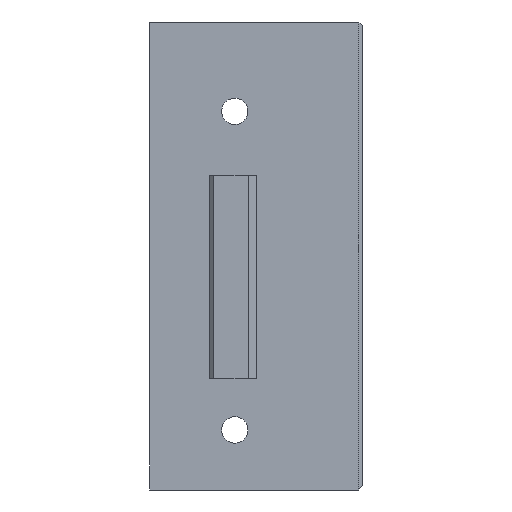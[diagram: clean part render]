
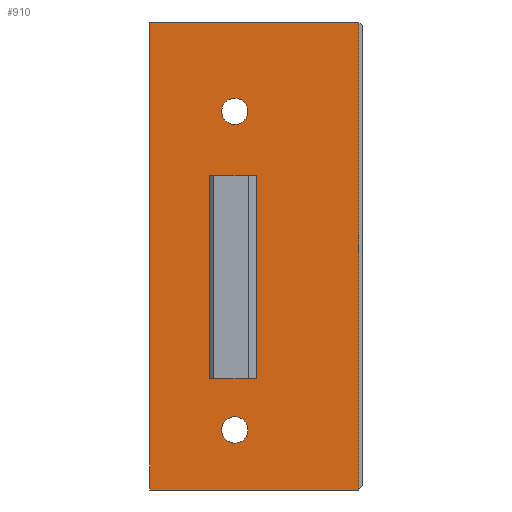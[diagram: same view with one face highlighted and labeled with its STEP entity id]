
A CAD part, front view. The second image highlights one B-rep face of the part: STEP entity #910.
In plain terms, the highlighted planar face has unit normal (0, -1, 0).
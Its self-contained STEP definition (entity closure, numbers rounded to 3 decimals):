
#29=FACE_BOUND('',#152,.T.);
#30=FACE_BOUND('',#153,.T.);
#31=FACE_BOUND('',#154,.T.);
#62=PLANE('',#984);
#99=FACE_OUTER_BOUND('',#151,.T.);
#151=EDGE_LOOP('',(#668,#669,#670,#671));
#152=EDGE_LOOP('',(#672,#673,#674,#675));
#153=EDGE_LOOP('',(#676));
#154=EDGE_LOOP('',(#677));
#221=LINE('',#1386,#310);
#223=LINE('',#1390,#312);
#224=LINE('',#1392,#313);
#225=LINE('',#1393,#314);
#226=LINE('',#1396,#315);
#227=LINE('',#1398,#316);
#228=LINE('',#1400,#317);
#229=LINE('',#1401,#318);
#310=VECTOR('',#1095,10.);
#312=VECTOR('',#1099,1000.);
#313=VECTOR('',#1100,10.);
#314=VECTOR('',#1101,10.);
#315=VECTOR('',#1102,1000.);
#316=VECTOR('',#1103,1000.);
#317=VECTOR('',#1104,1000.);
#318=VECTOR('',#1105,1000.);
#389=CIRCLE('',#985,1.55);
#390=CIRCLE('',#986,1.55);
#423=VERTEX_POINT('',#1370);
#427=VERTEX_POINT('',#1382);
#428=VERTEX_POINT('',#1389);
#429=VERTEX_POINT('',#1391);
#430=VERTEX_POINT('',#1394);
#431=VERTEX_POINT('',#1395);
#432=VERTEX_POINT('',#1397);
#433=VERTEX_POINT('',#1399);
#434=VERTEX_POINT('',#1402);
#435=VERTEX_POINT('',#1404);
#519=EDGE_CURVE('',#423,#427,#221,.T.);
#521=EDGE_CURVE('',#428,#423,#223,.T.);
#522=EDGE_CURVE('',#428,#429,#224,.T.);
#523=EDGE_CURVE('',#429,#427,#225,.T.);
#524=EDGE_CURVE('',#430,#431,#226,.T.);
#525=EDGE_CURVE('',#432,#431,#227,.T.);
#526=EDGE_CURVE('',#432,#433,#228,.T.);
#527=EDGE_CURVE('',#430,#433,#229,.T.);
#528=EDGE_CURVE('',#434,#434,#389,.T.);
#529=EDGE_CURVE('',#435,#435,#390,.T.);
#668=ORIENTED_EDGE('',*,*,#519,.F.);
#669=ORIENTED_EDGE('',*,*,#521,.F.);
#670=ORIENTED_EDGE('',*,*,#522,.T.);
#671=ORIENTED_EDGE('',*,*,#523,.T.);
#672=ORIENTED_EDGE('',*,*,#524,.T.);
#673=ORIENTED_EDGE('',*,*,#525,.F.);
#674=ORIENTED_EDGE('',*,*,#526,.T.);
#675=ORIENTED_EDGE('',*,*,#527,.F.);
#676=ORIENTED_EDGE('',*,*,#528,.T.);
#677=ORIENTED_EDGE('',*,*,#529,.T.);
#910=ADVANCED_FACE('',(#99,#29,#30,#31),#62,.T.);
#984=AXIS2_PLACEMENT_3D('',#1388,#1097,#1098);
#985=AXIS2_PLACEMENT_3D('',#1403,#1106,#1107);
#986=AXIS2_PLACEMENT_3D('',#1405,#1108,#1109);
#1095=DIRECTION('',(0.,0.,-1.));
#1097=DIRECTION('center_axis',(0.,-1.,0.));
#1098=DIRECTION('ref_axis',(1.,0.,0.));
#1099=DIRECTION('',(1.,0.,0.));
#1100=DIRECTION('',(0.,0.,-1.));
#1101=DIRECTION('',(1.,0.,0.));
#1102=DIRECTION('',(0.,0.,-1.));
#1103=DIRECTION('',(1.,0.,0.));
#1104=DIRECTION('',(0.,0.,1.));
#1105=DIRECTION('',(-1.,0.,0.));
#1106=DIRECTION('center_axis',(0.,1.,0.));
#1107=DIRECTION('ref_axis',(1.,0.,0.));
#1108=DIRECTION('center_axis',(0.,1.,0.));
#1109=DIRECTION('ref_axis',(1.,0.,0.));
#1370=CARTESIAN_POINT('',(24.6,-35.565,25.));
#1382=CARTESIAN_POINT('',(24.6,-35.565,-30.));
#1386=CARTESIAN_POINT('',(24.6,-35.565,-30.));
#1388=CARTESIAN_POINT('Origin',(20.,-35.565,-30.));
#1389=CARTESIAN_POINT('',(0.,-35.565,25.));
#1390=CARTESIAN_POINT('',(20.,-35.565,25.));
#1391=CARTESIAN_POINT('',(0.,-35.565,-30.));
#1392=CARTESIAN_POINT('',(0.,-35.565,-30.));
#1393=CARTESIAN_POINT('',(20.,-35.565,-30.));
#1394=CARTESIAN_POINT('',(12.6,-35.565,6.992));
#1395=CARTESIAN_POINT('',(12.6,-35.565,-16.945));
#1396=CARTESIAN_POINT('',(12.6,-35.565,-30.));
#1397=CARTESIAN_POINT('',(7.,-35.565,-16.945));
#1398=CARTESIAN_POINT('',(0.5,-35.565,-16.945));
#1399=CARTESIAN_POINT('',(7.,-35.565,6.992));
#1400=CARTESIAN_POINT('',(7.,-35.565,-30.));
#1401=CARTESIAN_POINT('',(19.03,-35.565,6.992));
#1402=CARTESIAN_POINT('',(10.,-35.565,-21.395));
#1403=CARTESIAN_POINT('Origin',(10.,-35.565,-22.945));
#1404=CARTESIAN_POINT('',(10.,-35.565,16.042));
#1405=CARTESIAN_POINT('Origin',(10.,-35.565,14.492));
